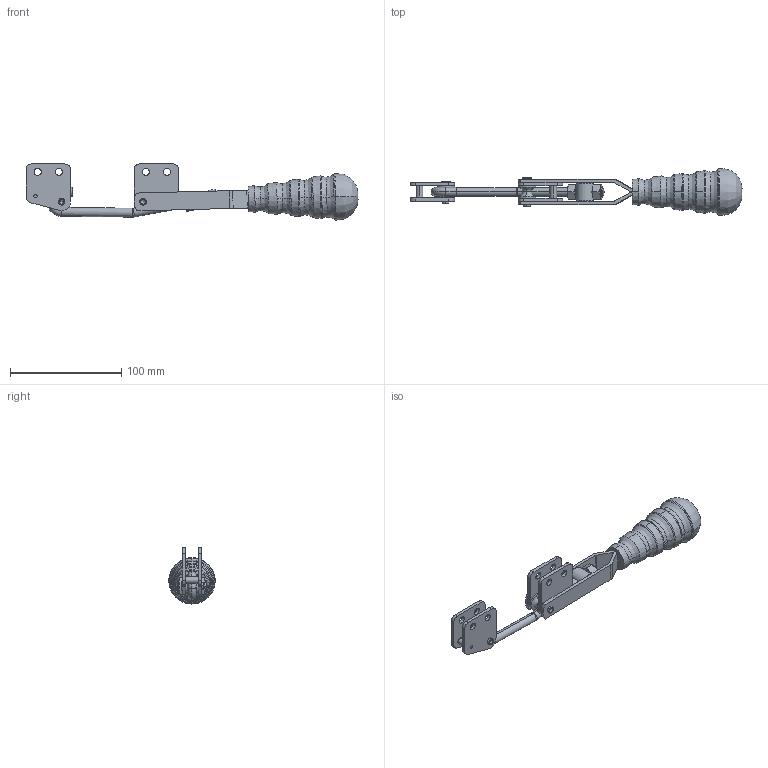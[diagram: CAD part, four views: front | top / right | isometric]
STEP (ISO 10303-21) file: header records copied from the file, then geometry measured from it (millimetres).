
FILE_DESCRIPTION((''),'2;1');
FILE_NAME('410A.1.stp','2005-09-01T11:44:42',('CAD'),(''),'Autodesk Inventor 8','Autodesk Inventor 8','');
FILE_SCHEMA(('AUTOMOTIVE_DESIGN { 1 0 10303 214 1 1 1 1 }'));
Length unit declared in the file: millimetre
Products named in the file (1): Part40
Bounding box: 298.16 x 41.84 x 50.4 mm (x, y, z)
Volume: 124232.2 mm3; surface area: 40309 mm2
Topology: 6 solids, 6 shells, 283 faces, 719 edges, 440 vertices
Faces by surface type: cylinder 88, plane 79, cone 58, bspline 34, torus 24
Entity records: 9737 total; most frequent: CARTESIAN_POINT 2813, DIRECTION 1558, ORIENTED_EDGE 1430, EDGE_CURVE 715, AXIS2_PLACEMENT_3D 647, VERTEX_POINT 440, CIRCLE 397, EDGE_LOOP 316
